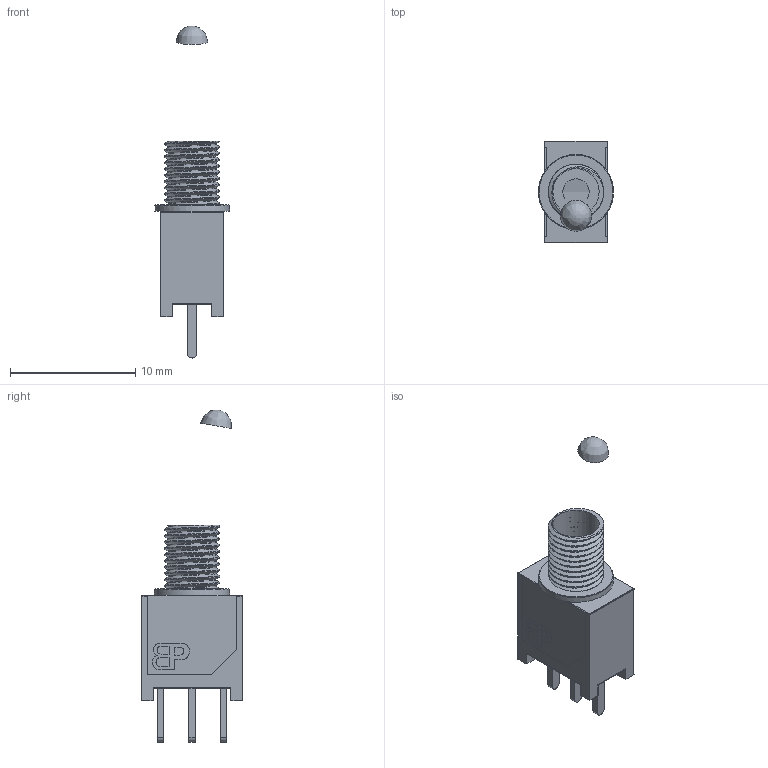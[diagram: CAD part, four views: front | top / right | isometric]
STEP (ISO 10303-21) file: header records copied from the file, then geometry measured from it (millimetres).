
FILE_DESCRIPTION(/* description */ ('Multicomp 2MS1T1B2M2 / 2MS2T1B2M2 Toggle Switch, Sub-Miniature, SPDT. License: CC BY-SA 4.0.'),/* implementation_level */ '2;1');
FILE_NAME(/* name */ 'bp_switches.3dshapes/Switch_SubMini_SPDT.step',/* time_stamp */ '2020-04-08T23:27:01+02:00',/* author */ ('HSBallina'),/* organization */ ('Bad Pixel'),/* preprocessor_version */ 'ST-DEVELOPER v18',/* originating_system */ 'Autodesk Translation Framework v8.12.0.6',/* authorisation */ '');
FILE_SCHEMA (('AUTOMOTIVE_DESIGN { 1 0 10303 214 3 1 1 }'));
Length unit declared in the file: millimetre
Products named in the file (1): Sub-miniature SPDT switch
Bounding box: 6 x 8.13 x 26.56 mm (x, y, z)
Volume: 415.9 mm3; surface area: 885.3 mm2
Topology: 7 solids, 7 shells, 141 faces, 454 edges, 335 vertices
Faces by surface type: plane 75, cylinder 57, sphere 4, bspline 3, torus 1, cone 1
Full cylindrical faces by diameter (mm): 3.7 x1, 3.856 x10, 4.39 x1, 4.427 x11, 6 x1
Entity records: 7034 total; most frequent: CARTESIAN_POINT 3104, ORIENTED_EDGE 906, DIRECTION 663, EDGE_CURVE 453, VERTEX_POINT 335, LINE 243, VECTOR 243, AXIS2_PLACEMENT_3D 210
